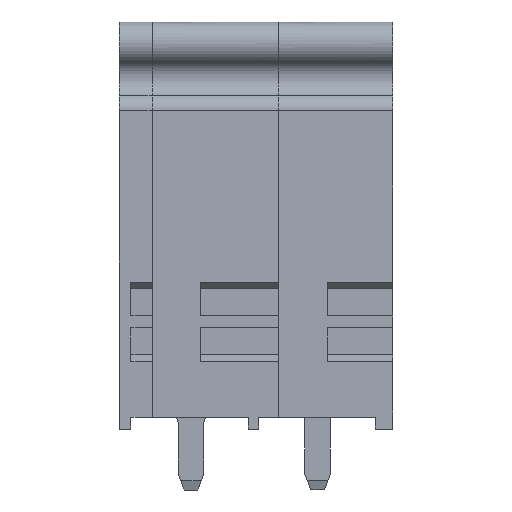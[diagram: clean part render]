
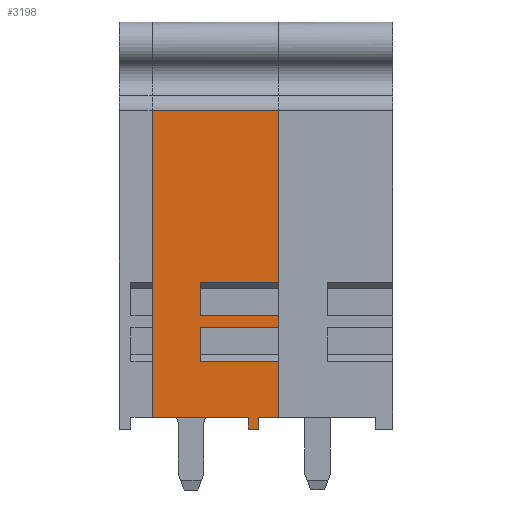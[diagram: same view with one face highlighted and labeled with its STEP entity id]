
A CAD part, front view. The second image highlights one B-rep face of the part: STEP entity #3198.
In plain terms, the highlighted planar face has unit normal (0, -1, 0).
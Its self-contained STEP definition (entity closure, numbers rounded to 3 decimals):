
#3198 = ADVANCED_FACE( '', ( #6719 ), #6720, .F. );
#6719 = FACE_OUTER_BOUND( '', #11604, .T. );
#6720 = PLANE( '', #11605 );
#11604 = EDGE_LOOP( '', ( #20601, #20602, #20603, #20604, #20605, #20606, #20607, #20608, #20609, #20610, #20611, #20612, #20613, #20614, #20615, #20616 ) );
#11605 = AXIS2_PLACEMENT_3D( '', #20617, #20618, #20619 );
#20601 = ORIENTED_EDGE( '', *, *, #25746, .T. );
#20602 = ORIENTED_EDGE( '', *, *, #27140, .F. );
#20603 = ORIENTED_EDGE( '', *, *, #26574, .T. );
#20604 = ORIENTED_EDGE( '', *, *, #26180, .T. );
#20605 = ORIENTED_EDGE( '', *, *, #25266, .F. );
#20606 = ORIENTED_EDGE( '', *, *, #27423, .F. );
#20607 = ORIENTED_EDGE( '', *, *, #27424, .T. );
#20608 = ORIENTED_EDGE( '', *, *, #26888, .T. );
#20609 = ORIENTED_EDGE( '', *, *, #23891, .F. );
#20610 = ORIENTED_EDGE( '', *, *, #25685, .T. );
#20611 = ORIENTED_EDGE( '', *, *, #25228, .T. );
#20612 = ORIENTED_EDGE( '', *, *, #25677, .F. );
#20613 = ORIENTED_EDGE( '', *, *, #24030, .F. );
#20614 = ORIENTED_EDGE( '', *, *, #24354, .F. );
#20615 = ORIENTED_EDGE( '', *, *, #25914, .T. );
#20616 = ORIENTED_EDGE( '', *, *, #24598, .T. );
#20617 = CARTESIAN_POINT( '', ( 0.6, -9.925, 11.755 ) );
#20618 = DIRECTION( '', ( 0., 1., 0. ) );
#20619 = DIRECTION( '', ( 0., 0., 1. ) );
#23891 = EDGE_CURVE( '', #28394, #28396, #28397, .T. );
#24030 = EDGE_CURVE( '', #28641, #28643, #28644, .T. );
#24354 = EDGE_CURVE( '', #29220, #28641, #29222, .T. );
#24598 = EDGE_CURVE( '', #29639, #29637, #29640, .T. );
#25228 = EDGE_CURVE( '', #30692, #30690, #30693, .T. );
#25266 = EDGE_CURVE( '', #30750, #30752, #30753, .T. );
#25677 = EDGE_CURVE( '', #28643, #30690, #31395, .T. );
#25685 = EDGE_CURVE( '', #28394, #30692, #31405, .T. );
#25746 = EDGE_CURVE( '', #29637, #31496, #31497, .T. );
#25914 = EDGE_CURVE( '', #29220, #29639, #31744, .T. );
#26180 = EDGE_CURVE( '', #32138, #30752, #32139, .T. );
#26574 = EDGE_CURVE( '', #32701, #32138, #32702, .T. );
#26888 = EDGE_CURVE( '', #33117, #28396, #33118, .T. );
#27140 = EDGE_CURVE( '', #32701, #31496, #33441, .T. );
#27423 = EDGE_CURVE( '', #33792, #30750, #33793, .T. );
#27424 = EDGE_CURVE( '', #33792, #33117, #33794, .T. );
#28394 = VERTEX_POINT( '', #34983 );
#28396 = VERTEX_POINT( '', #34986 );
#28397 = LINE( '', #34987, #34988 );
#28641 = VERTEX_POINT( '', #35315 );
#28643 = VERTEX_POINT( '', #35318 );
#28644 = LINE( '', #35319, #35320 );
#29220 = VERTEX_POINT( '', #36102 );
#29222 = LINE( '', #36105, #36106 );
#29637 = VERTEX_POINT( '', #36738 );
#29639 = VERTEX_POINT( '', #36741 );
#29640 = LINE( '', #36742, #36743 );
#30690 = VERTEX_POINT( '', #38253 );
#30692 = VERTEX_POINT( '', #38256 );
#30693 = LINE( '', #38257, #38258 );
#30750 = VERTEX_POINT( '', #38338 );
#30752 = VERTEX_POINT( '', #38341 );
#30753 = LINE( '', #38342, #38343 );
#31395 = LINE( '', #39259, #39260 );
#31405 = LINE( '', #39275, #39276 );
#31496 = VERTEX_POINT( '', #39426 );
#31497 = LINE( '', #39427, #39428 );
#31744 = LINE( '', #39815, #39816 );
#32138 = VERTEX_POINT( '', #40369 );
#32139 = LINE( '', #40370, #40371 );
#32701 = VERTEX_POINT( '', #41154 );
#32702 = LINE( '', #41155, #41156 );
#33117 = VERTEX_POINT( '', #41766 );
#33118 = LINE( '', #41767, #41768 );
#33441 = LINE( '', #42221, #42222 );
#33792 = VERTEX_POINT( '', #42702 );
#33793 = LINE( '', #42703, #42704 );
#33794 = LINE( '', #42705, #42706 );
#34983 = CARTESIAN_POINT( '', ( -5.7, -9.925, -6.385 ) );
#34986 = CARTESIAN_POINT( '', ( -5.7, -9.925, 11.755 ) );
#34987 = CARTESIAN_POINT( '', ( -5.7, -9.925, -6.385 ) );
#34988 = VECTOR( '', #43838, 1000. );
#35315 = CARTESIAN_POINT( '', ( 0.6, -9.925, -6.385 ) );
#35318 = CARTESIAN_POINT( '', ( 0.6, -9.925, -7.085 ) );
#35319 = CARTESIAN_POINT( '', ( 0.6, -9.925, 11.755 ) );
#35320 = VECTOR( '', #44013, 1000. );
#36102 = CARTESIAN_POINT( '', ( 1.8, -9.925, -6.385 ) );
#36105 = CARTESIAN_POINT( '', ( 1.8, -9.925, -6.385 ) );
#36106 = VECTOR( '', #44437, 1000. );
#36738 = CARTESIAN_POINT( '', ( -2.85, -9.925, -3.085 ) );
#36741 = CARTESIAN_POINT( '', ( 1.8, -9.925, -3.085 ) );
#36742 = CARTESIAN_POINT( '', ( 1.8, -9.925, -3.085 ) );
#36743 = VECTOR( '', #44730, 1000. );
#38253 = CARTESIAN_POINT( '', ( 0., -9.925, -7.085 ) );
#38256 = CARTESIAN_POINT( '', ( 0., -9.925, -6.385 ) );
#38257 = CARTESIAN_POINT( '', ( 0., -9.925, 11.755 ) );
#38258 = VECTOR( '', #45486, 1000. );
#38338 = CARTESIAN_POINT( '', ( -2.85, -9.925, 1.615 ) );
#38341 = CARTESIAN_POINT( '', ( -2.85, -9.925, -0.385 ) );
#38342 = CARTESIAN_POINT( '', ( -2.85, -9.925, 1.615 ) );
#38343 = VECTOR( '', #45532, 1000. );
#39259 = CARTESIAN_POINT( '', ( 0.6, -9.925, -7.085 ) );
#39260 = VECTOR( '', #46041, 1000. );
#39275 = CARTESIAN_POINT( '', ( -5.7, -9.925, -6.385 ) );
#39276 = VECTOR( '', #46047, 1000. );
#39426 = CARTESIAN_POINT( '', ( -2.85, -9.925, -1.085 ) );
#39427 = CARTESIAN_POINT( '', ( -2.85, -9.925, -3.085 ) );
#39428 = VECTOR( '', #46120, 1000. );
#39815 = CARTESIAN_POINT( '', ( 1.8, -9.925, -3.085 ) );
#39816 = VECTOR( '', #46301, 1000. );
#40369 = CARTESIAN_POINT( '', ( 1.8, -9.925, -0.385 ) );
#40370 = CARTESIAN_POINT( '', ( 1.8, -9.925, -0.385 ) );
#40371 = VECTOR( '', #46594, 1000. );
#41154 = CARTESIAN_POINT( '', ( 1.8, -9.925, -1.085 ) );
#41155 = CARTESIAN_POINT( '', ( 1.8, -9.925, -0.385 ) );
#41156 = VECTOR( '', #47056, 1000. );
#41766 = CARTESIAN_POINT( '', ( 1.8, -9.925, 11.755 ) );
#41767 = CARTESIAN_POINT( '', ( 0.6, -9.925, 11.755 ) );
#41768 = VECTOR( '', #47384, 1000. );
#42221 = CARTESIAN_POINT( '', ( 1.8, -9.925, -1.085 ) );
#42222 = VECTOR( '', #47646, 1000. );
#42702 = CARTESIAN_POINT( '', ( 1.8, -9.925, 1.615 ) );
#42703 = CARTESIAN_POINT( '', ( 1.8, -9.925, 1.615 ) );
#42704 = VECTOR( '', #47921, 1000. );
#42705 = CARTESIAN_POINT( '', ( 1.8, -9.925, 11.755 ) );
#42706 = VECTOR( '', #47922, 1000. );
#43838 = DIRECTION( '', ( 0., 0., 1. ) );
#44013 = DIRECTION( '', ( 0., 0., -1. ) );
#44437 = DIRECTION( '', ( -1., 0., 0. ) );
#44730 = DIRECTION( '', ( -1., 0., 0. ) );
#45486 = DIRECTION( '', ( 0., 0., -1. ) );
#45532 = DIRECTION( '', ( 0., 0., -1. ) );
#46041 = DIRECTION( '', ( -1., 0., 0. ) );
#46047 = DIRECTION( '', ( 1., 0., 0. ) );
#46120 = DIRECTION( '', ( 0., 0., 1. ) );
#46301 = DIRECTION( '', ( 0., 0., 1. ) );
#46594 = DIRECTION( '', ( -1., 0., 0. ) );
#47056 = DIRECTION( '', ( 0., 0., 1. ) );
#47384 = DIRECTION( '', ( -1., 0., 0. ) );
#47646 = DIRECTION( '', ( -1., 0., 0. ) );
#47921 = DIRECTION( '', ( -1., 0., 0. ) );
#47922 = DIRECTION( '', ( 0., 0., 1. ) );
